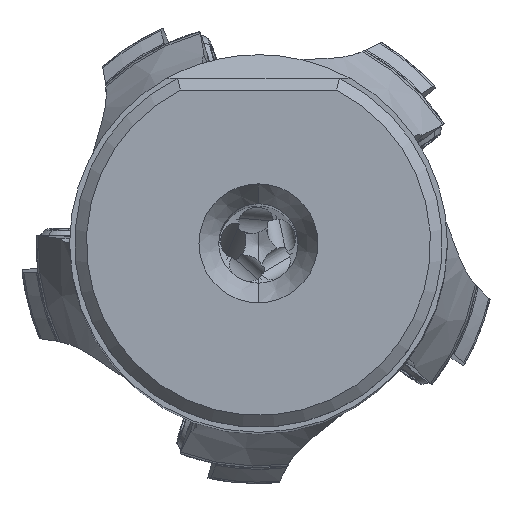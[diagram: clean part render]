
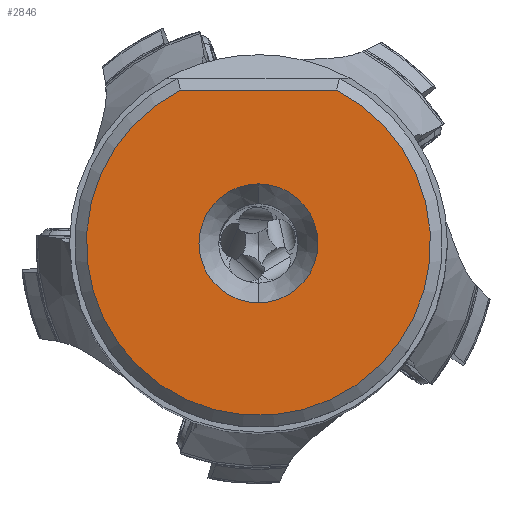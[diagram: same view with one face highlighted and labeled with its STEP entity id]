
A CAD part, top view. The second image highlights one B-rep face of the part: STEP entity #2846.
In plain terms, the highlighted planar face has unit normal (0, 0, 1).
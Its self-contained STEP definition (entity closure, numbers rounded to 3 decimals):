
#459=PLANE('',#12776);
#983=LINE('',#28956,#1560);
#1560=VECTOR('',#15394,1.);
#2846=ADVANCED_FACE('',(#3359,#3360),#459,.F.);
#3359=FACE_BOUND('',#3905,.T.);
#3360=FACE_BOUND('',#3906,.T.);
#3905=EDGE_LOOP('',(#7421,#7422));
#3906=EDGE_LOOP('',(#7423,#7424));
#7421=ORIENTED_EDGE('',*,*,#10814,.T.);
#7422=ORIENTED_EDGE('',*,*,#10815,.F.);
#7423=ORIENTED_EDGE('',*,*,#10813,.T.);
#7424=ORIENTED_EDGE('',*,*,#10816,.T.);
#9186=VERTEX_POINT('',#28948);
#9187=VERTEX_POINT('',#28950);
#9188=VERTEX_POINT('',#28954);
#9189=VERTEX_POINT('',#28955);
#10813=EDGE_CURVE('',#9186,#9187,#11537,.T.);
#10814=EDGE_CURVE('',#9188,#9189,#11538,.T.);
#10815=EDGE_CURVE('',#9188,#9189,#983,.T.);
#10816=EDGE_CURVE('',#9187,#9186,#11539,.T.);
#11537=CIRCLE('',#12772,6.);
#11538=CIRCLE('',#12774,17.35);
#11539=CIRCLE('',#12775,6.);
#12772=AXIS2_PLACEMENT_3D('',#28951,#15388,#15389);
#12774=AXIS2_PLACEMENT_3D('',#28953,#15392,#15393);
#12775=AXIS2_PLACEMENT_3D('',#28957,#15395,#15396);
#12776=AXIS2_PLACEMENT_3D('',#28958,#15397,#15398);
#15388=DIRECTION('',(0.,0.,-1.));
#15389=DIRECTION('',(0.,-1.,0.));
#15392=DIRECTION('',(0.,0.,1.));
#15393=DIRECTION('',(-0.454,0.891,0.));
#15394=DIRECTION('',(1.,0.,0.));
#15395=DIRECTION('',(0.,0.,-1.));
#15396=DIRECTION('',(0.,1.,0.));
#15397=DIRECTION('',(0.,0.,-1.));
#15398=DIRECTION('',(-1.,0.,0.));
#28948=CARTESIAN_POINT('',(0.,-6.,0.));
#28950=CARTESIAN_POINT('',(0.,6.,0.));
#28951=CARTESIAN_POINT('',(0.,0.,0.));
#28953=CARTESIAN_POINT('',(0.,0.,0.));
#28954=CARTESIAN_POINT('',(-7.875,15.46,0.));
#28955=CARTESIAN_POINT('',(7.875,15.46,0.));
#28956=CARTESIAN_POINT('',(-7.875,15.46,0.));
#28957=CARTESIAN_POINT('',(0.,0.,0.));
#28958=CARTESIAN_POINT('',(0.,0.,0.));
